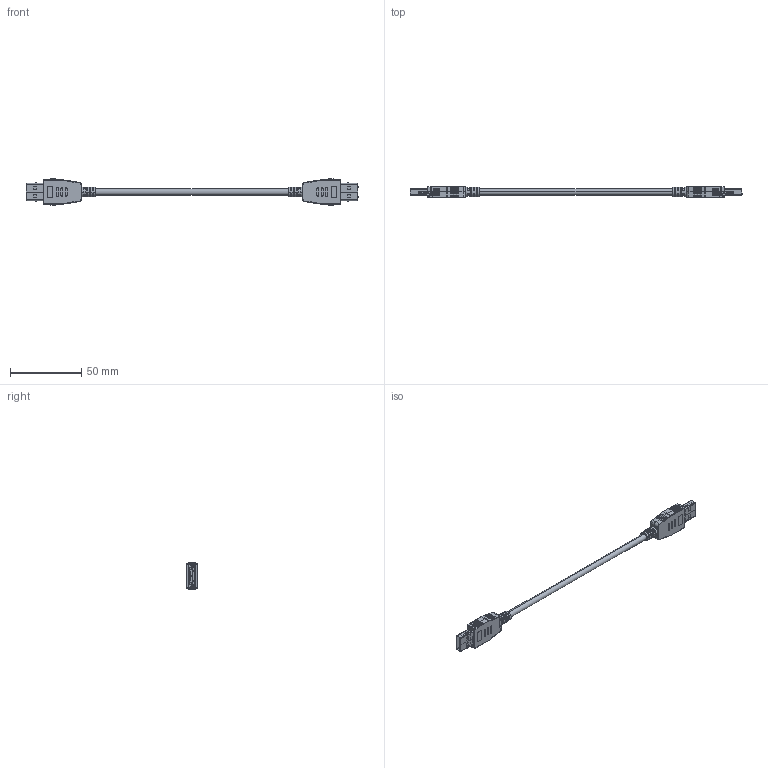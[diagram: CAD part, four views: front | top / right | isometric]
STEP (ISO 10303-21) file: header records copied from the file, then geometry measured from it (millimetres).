
FILE_DESCRIPTION (( 'STEP AP203' ), '1' );
FILE_NAME ('CAUZALAL.STEP', '2020-11-23T02:07:15', ( '' ), ( '' ), 'SwSTEP 2.0', 'SolidWorks 2018', '' );
FILE_SCHEMA (( 'CONFIG_CONTROL_DESIGN' ));
Products named in the file (1): CAUZALAL
Bounding box: 233.6 x 7.7 x 18.7 mm (x, y, z)
Volume: 7095.8 mm3; surface area: 16209 mm2
Topology: 25 solids, 29 shells, 2706 faces, 7192 edges, 4542 vertices
Faces by surface type: plane 1570, cylinder 880, torus 176, bspline 64, sphere 12, cone 4
Entity records: 84575 total; most frequent: CARTESIAN_POINT 16713, ORIENTED_EDGE 14264, DIRECTION 14074, EDGE_CURVE 7132, LINE 5004, VECTOR 5004, VERTEX_POINT 4542, AXIS2_PLACEMENT_3D 4535
